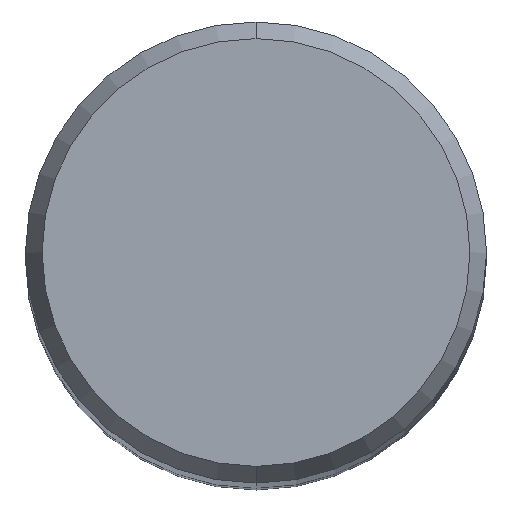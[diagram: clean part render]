
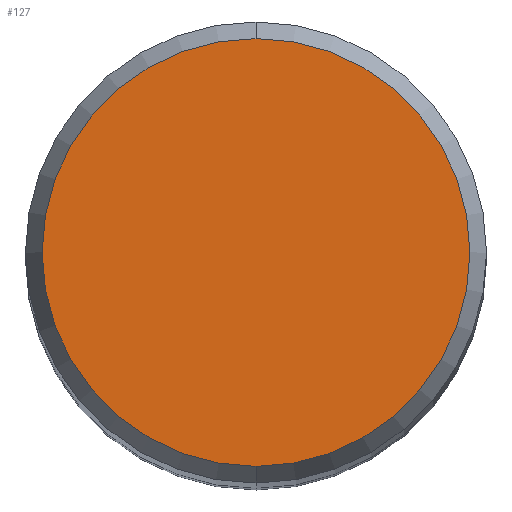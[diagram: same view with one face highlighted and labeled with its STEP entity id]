
A CAD part, top view. The second image highlights one B-rep face of the part: STEP entity #127.
In plain terms, the highlighted planar face has unit normal (0, 0, 1).
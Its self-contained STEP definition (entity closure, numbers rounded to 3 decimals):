
#83=EDGE_CURVE('',#133,#131,#202,.T.);
#117=EDGE_CURVE('',#131,#133,#242,.T.);
#127=ADVANCED_FACE('',(#253),#254,.T.);
#131=VERTEX_POINT('',#259);
#133=VERTEX_POINT('',#261);
#202=CIRCLE('',#327,5.892);
#242=CIRCLE('',#374,5.892);
#253=FACE_OUTER_BOUND('',#387,.T.);
#254=PLANE('',#388);
#259=CARTESIAN_POINT('',(0.0,5.892,0.0));
#261=CARTESIAN_POINT('',(0.,-5.892,0.0));
#327=AXIS2_PLACEMENT_3D('',#469,#470,#471);
#374=AXIS2_PLACEMENT_3D('',#528,#529,#530);
#387=EDGE_LOOP('',(#541,#542));
#388=AXIS2_PLACEMENT_3D('',#543,#544,#545);
#469=CARTESIAN_POINT('',(0.0,0.0,0.0));
#470=DIRECTION('',(0.0,0.0,-1.0));
#471=DIRECTION('',(0.0,1.0,0.0));
#528=CARTESIAN_POINT('',(0.0,0.0,0.0));
#529=DIRECTION('',(0.0,0.0,-1.0));
#530=DIRECTION('',(0.0,1.0,0.0));
#541=ORIENTED_EDGE('',*,*,#117,.F.);
#542=ORIENTED_EDGE('',*,*,#83,.F.);
#543=CARTESIAN_POINT('',(0.0,2.946,0.0));
#544=DIRECTION('',(-0.0,0.0,1.0));
#545=DIRECTION('',(0.0,-1.0,0.0));
